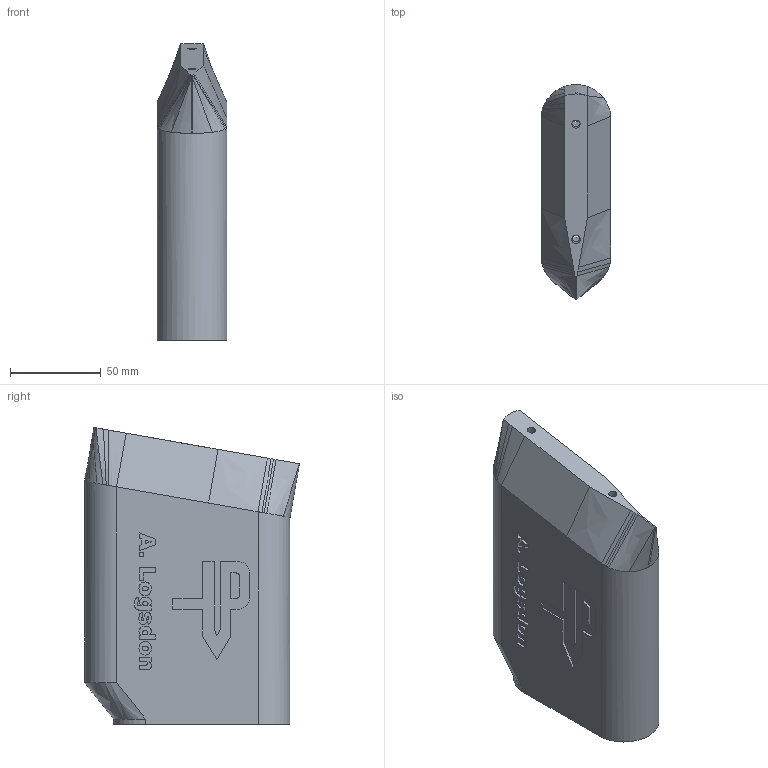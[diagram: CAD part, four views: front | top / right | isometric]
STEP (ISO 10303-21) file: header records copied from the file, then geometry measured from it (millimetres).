
FILE_DESCRIPTION(/* description */ (''),/* implementation_level */ '2;1');
FILE_NAME(/* name */ 'Varia Tool Case Mount Canyon v3.step',/* time_stamp */ '2025-07-10T15:25:03-05:00',/* author */ (''),/* organization */ (''),/* preprocessor_version */ 'ST-DEVELOPER v20.1',/* originating_system */ 'Autodesk Translation Framework v14.10.0.0',/* authorisation */ '');
FILE_SCHEMA (('AUTOMOTIVE_DESIGN { 1 0 10303 214 3 1 1 }'));
Length unit declared in the file: millimetre
Products named in the file (1): Varia Tool Case Mount Canyon
Bounding box: 38.5 x 118.5 x 163.68 mm (x, y, z)
Volume: 224676 mm3; surface area: 79566.7 mm2
Topology: 1 solids, 1 shells, 488 faces, 1338 edges, 879 vertices
Faces by surface type: bspline 255, plane 208, cylinder 25
Full cylindrical faces by diameter (mm): 4.5 x3, 9.7 x2
Entity records: 17705 total; most frequent: CARTESIAN_POINT 7273, ORIENTED_EDGE 2664, DIRECTION 1419, EDGE_CURVE 1332, VERTEX_POINT 879, LINE 777, VECTOR 777, EDGE_LOOP 527
